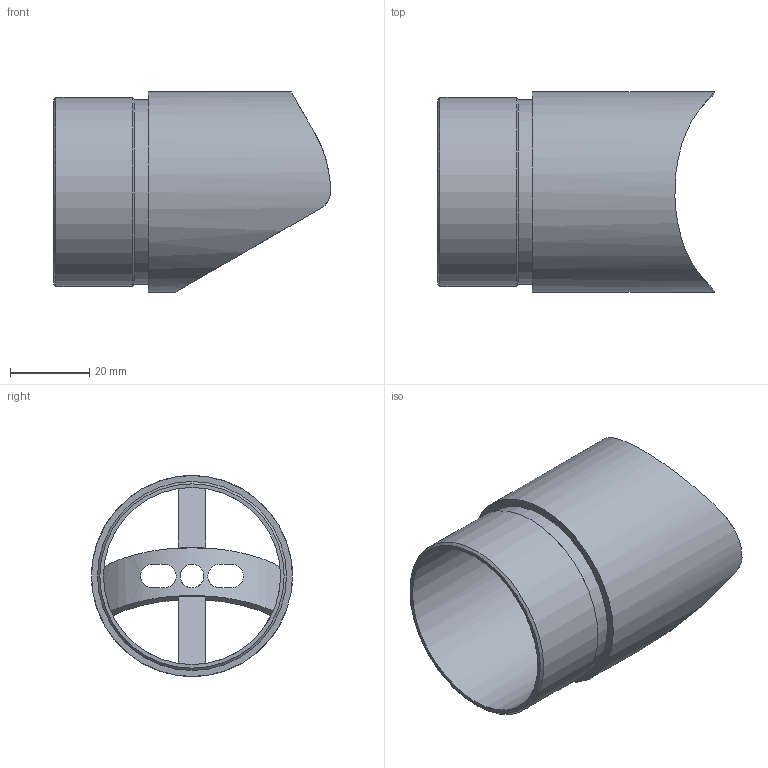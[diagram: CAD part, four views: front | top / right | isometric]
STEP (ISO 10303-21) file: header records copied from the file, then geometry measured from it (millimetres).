
FILE_DESCRIPTION(('STEP AP214'), '1');
FILE_NAME('àðò. KRT234', '2014-09-30T06:21:08', ('Áàòóðà Àíäðåé Ïàâëîâè÷'), ('Ëåñòíè÷íûé öåíòåð'), 'ASCON STEP Converter 1.3', 'ASCON Math Kernel', '');
FILE_SCHEMA(('AUTOMOTIVE_DESIGN { 1 0 10303 214 3 1 1}'));
Length unit declared in the file: millimetre
Bounding box: 70 x 50.8 x 50.8 mm (x, y, z)
Volume: 18993.2 mm3; surface area: 19417.9 mm2
Topology: 1 solids, 1 shells, 39 faces, 118 edges, 76 vertices
Faces by surface type: cylinder 22, plane 15, cone 2
Full cylindrical faces by diameter (mm): 6 x1, 44.8 x1, 46.6 x1, 46.8 x1, 47.8 x1, 50.8 x1
Entity records: 3545 total; most frequent: CARTESIAN_POINT 2256, ORIENTED_EDGE 220, DIRECTION 152, EDGE_CURVE 110, VERTEX_POINT 76, AXIS2_PLACEMENT_3D 57, EDGE_LOOP 56, FACE_BOUND 43
